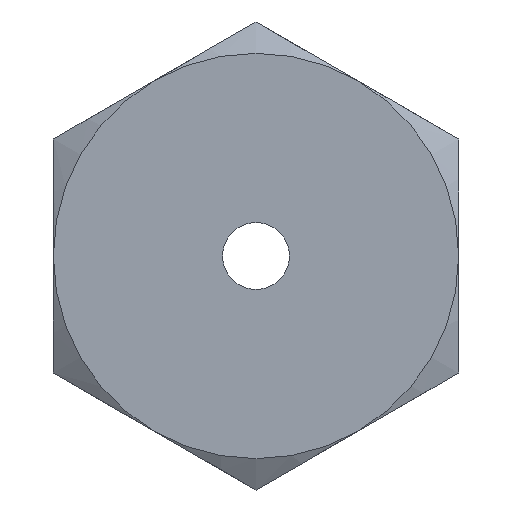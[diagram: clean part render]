
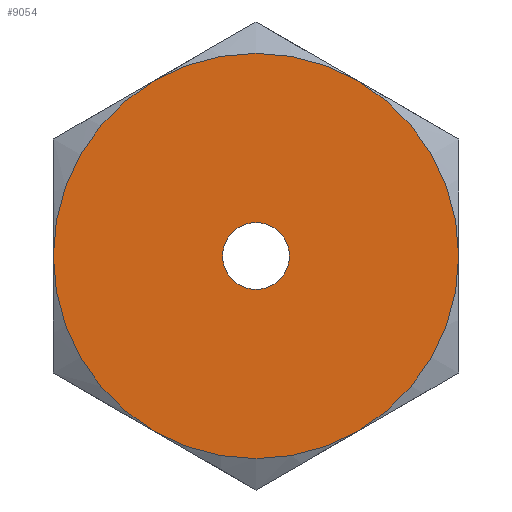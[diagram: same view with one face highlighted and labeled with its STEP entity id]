
A CAD part, left-side view. The second image highlights one B-rep face of the part: STEP entity #9054.
In plain terms, the highlighted planar face has unit normal (-1, 0, 0).
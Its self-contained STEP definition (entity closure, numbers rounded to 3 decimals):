
#3527=CARTESIAN_POINT('',(-3.5,2.,
-3.464));
#3555=CARTESIAN_POINT('',(-3.5,4.,
0.));
#3579=CARTESIAN_POINT('',(-3.5,2.,3.464));
#3605=CARTESIAN_POINT('',(-3.5,-2.,
3.464));
#3631=CARTESIAN_POINT('',(-3.5,-4.,
0.));
#3657=CARTESIAN_POINT('',(-3.5,-2.,
-3.464));
#3672=CARTESIAN_POINT('',(-3.5,0.,0.));
#3673=DIRECTION('',(-1.,0.,0.));
#3674=DIRECTION('',(0.,1.,0.));
#3675=AXIS2_PLACEMENT_3D('',#3672,#3673,#3674);
#3677=CARTESIAN_POINT('',(-3.5,0.,0.));
#3678=DIRECTION('',(-1.,0.,0.));
#3679=DIRECTION('',(0.,0.5,0.866));
#3680=AXIS2_PLACEMENT_3D('',#3677,#3678,#3679);
#3682=CARTESIAN_POINT('',(-3.5,0.,0.));
#3683=DIRECTION('',(-1.,0.,0.));
#3684=DIRECTION('',(0.,-0.5,0.866));
#3685=AXIS2_PLACEMENT_3D('',#3682,#3683,#3684);
#3687=CARTESIAN_POINT('',(-3.5,0.,0.));
#3688=DIRECTION('',(-1.,0.,0.));
#3689=DIRECTION('',(0.,-1.,0.));
#3690=AXIS2_PLACEMENT_3D('',#3687,#3688,#3689);
#3692=CARTESIAN_POINT('',(-3.5,0.,0.));
#3693=DIRECTION('',(-1.,0.,0.));
#3694=DIRECTION('',(0.,-0.5,-0.866));
#3695=AXIS2_PLACEMENT_3D('',#3692,#3693,#3694);
#3697=CARTESIAN_POINT('',(-3.5,0.,0.));
#3698=DIRECTION('',(-1.,0.,0.));
#3699=DIRECTION('',(0.,0.5,-0.866));
#3700=AXIS2_PLACEMENT_3D('',#3697,#3698,#3699);
#3702=CARTESIAN_POINT('',(-3.5,0.,0.));
#3703=DIRECTION('',(1.,0.,0.));
#3704=DIRECTION('',(0.,-1.,0.));
#3705=AXIS2_PLACEMENT_3D('',#3702,#3703,#3704);
#3707=CARTESIAN_POINT('',(-3.5,0.,0.));
#3708=DIRECTION('',(1.,0.,0.));
#3709=DIRECTION('',(0.,1.,0.));
#3710=AXIS2_PLACEMENT_3D('',#3707,#3708,#3709);
#3869=VERTEX_POINT('',#3527);
#3871=VERTEX_POINT('',#3555);
#3874=VERTEX_POINT('',#3579);
#3876=VERTEX_POINT('',#3605);
#3878=VERTEX_POINT('',#3631);
#3879=VERTEX_POINT('',#3657);
#3912=CARTESIAN_POINT('',(-3.5,-0.66,0.));
#3913=CARTESIAN_POINT('',(-3.5,0.66,0.));
#3914=VERTEX_POINT('',#3912);
#3915=VERTEX_POINT('',#3913);
#9032=CARTESIAN_POINT('',(-3.5,0.,0.));
#9033=DIRECTION('',(1.,0.,0.));
#9034=DIRECTION('',(0.,1.,0.));
#9035=AXIS2_PLACEMENT_3D('',#9032,#9033,#9034);
#9036=PLANE('',#9035);
#9037=ORIENTED_EDGE('',*,*,#9003,.F.);
#9039=ORIENTED_EDGE('',*,*,#9038,.F.);
#9041=ORIENTED_EDGE('',*,*,#9040,.F.);
#9043=ORIENTED_EDGE('',*,*,#9042,.F.);
#9044=ORIENTED_EDGE('',*,*,#9027,.F.);
#9045=ORIENTED_EDGE('',*,*,#9014,.F.);
#9046=EDGE_LOOP('',(#9037,#9039,#9041,#9043,#9044,#9045));
#9047=FACE_OUTER_BOUND('',#9046,.F.);
#9049=ORIENTED_EDGE('',*,*,#9048,.F.);
#9051=ORIENTED_EDGE('',*,*,#9050,.F.);
#9052=EDGE_LOOP('',(#9049,#9051));
#9053=FACE_BOUND('',#9052,.F.);
#3676=CIRCLE('',#3675,4.);
#3681=CIRCLE('',#3680,4.);
#3686=CIRCLE('',#3685,4.);
#3691=CIRCLE('',#3690,4.);
#3696=CIRCLE('',#3695,4.);
#3701=CIRCLE('',#3700,4.);
#3706=CIRCLE('',#3705,0.66);
#3711=CIRCLE('',#3710,0.66);
#9003=EDGE_CURVE('',#3871,#3869,#3676,.T.);
#9014=EDGE_CURVE('',#3869,#3879,#3701,.T.);
#9027=EDGE_CURVE('',#3879,#3878,#3696,.T.);
#9038=EDGE_CURVE('',#3874,#3871,#3681,.T.);
#9040=EDGE_CURVE('',#3876,#3874,#3686,.T.);
#9042=EDGE_CURVE('',#3878,#3876,#3691,.T.);
#9048=EDGE_CURVE('',#3914,#3915,#3706,.T.);
#9050=EDGE_CURVE('',#3915,#3914,#3711,.T.);
#9054=ADVANCED_FACE('',(#9047,#9053),#9036,.F.);
